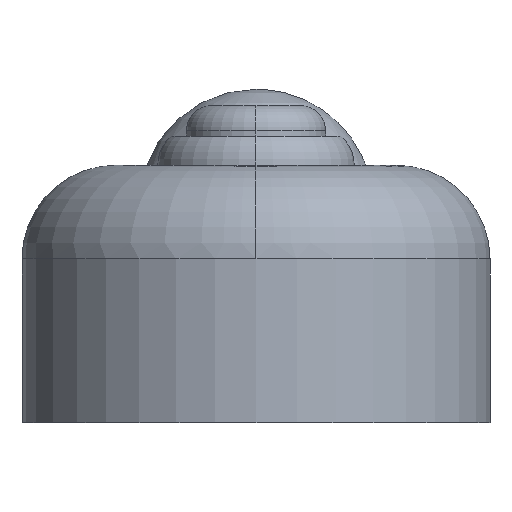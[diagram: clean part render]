
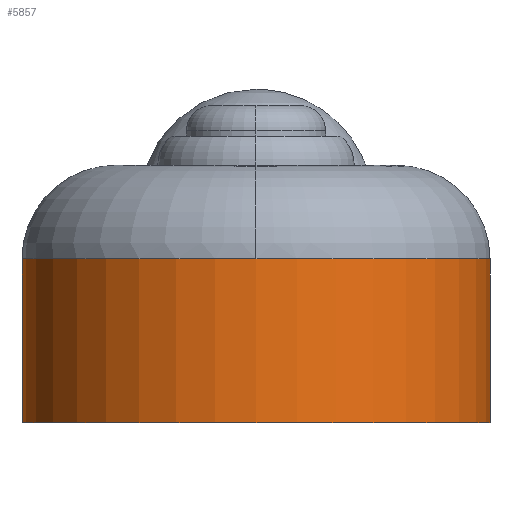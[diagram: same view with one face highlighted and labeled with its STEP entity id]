
A CAD part, front view. The second image highlights one B-rep face of the part: STEP entity #5857.
In plain terms, the highlighted cylindrical face has radius 20 mm (diameter 40 mm), a partial arc.
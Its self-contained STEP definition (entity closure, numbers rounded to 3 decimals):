
#95 = EDGE_CURVE ( 'NONE', #1919, #1259, #5428, .T. ) ;
#404 = EDGE_LOOP ( 'NONE', ( #5757, #3557, #4855, #3123 ) ) ;
#620 = CIRCLE ( 'NONE', #5053, 20. ) ;
#914 = CARTESIAN_POINT ( 'NONE',  ( 20., 14., 44.75 ) ) ;
#962 = CARTESIAN_POINT ( 'NONE',  ( -20., 14., 44.75 ) ) ;
#1181 = EDGE_CURVE ( 'NONE', #3741, #1259, #620, .T. ) ;
#1236 = AXIS2_PLACEMENT_3D ( 'NONE', #2599, #2089, #3648 ) ;
#1259 = VERTEX_POINT ( 'NONE', #6204 ) ;
#1285 = AXIS2_PLACEMENT_3D ( 'NONE', #6388, #1845, #3867 ) ;
#1447 = VECTOR ( 'NONE', #2478, 1000. ) ;
#1632 = CYLINDRICAL_SURFACE ( 'NONE', #1236, 20. ) ;
#1733 = EDGE_CURVE ( 'NONE', #4770, #1919, #4947, .T. ) ;
#1845 = DIRECTION ( 'NONE',  ( 0., 1., 0. ) ) ;
#1919 = VERTEX_POINT ( 'NONE', #2579 ) ;
#2089 = DIRECTION ( 'NONE',  ( 0., -1., 0. ) ) ;
#2478 = DIRECTION ( 'NONE',  ( 0., -1., 0. ) ) ;
#2579 = CARTESIAN_POINT ( 'NONE',  ( 20., 14., 44.75 ) ) ;
#2599 = CARTESIAN_POINT ( 'NONE',  ( 0., 14., 44.75 ) ) ;
#3123 = ORIENTED_EDGE ( 'NONE', *, *, #6281, .T. ) ;
#3277 = CARTESIAN_POINT ( 'NONE',  ( -20., 0., 44.75 ) ) ;
#3557 = ORIENTED_EDGE ( 'NONE', *, *, #95, .F. ) ;
#3648 = DIRECTION ( 'NONE',  ( 0., 0., -1. ) ) ;
#3741 = VERTEX_POINT ( 'NONE', #3277 ) ;
#3867 = DIRECTION ( 'NONE',  ( 0., 0., 1. ) ) ;
#4114 = DIRECTION ( 'NONE',  ( 0., 1., 0. ) ) ;
#4587 = FACE_OUTER_BOUND ( 'NONE', #404, .T. ) ;
#4705 = CARTESIAN_POINT ( 'NONE',  ( 0., 0., 44.75 ) ) ;
#4770 = VERTEX_POINT ( 'NONE', #4914 ) ;
#4782 = VECTOR ( 'NONE', #6023, 1000. ) ;
#4855 = ORIENTED_EDGE ( 'NONE', *, *, #1733, .F. ) ;
#4914 = CARTESIAN_POINT ( 'NONE',  ( -20., 14., 44.75 ) ) ;
#4947 = CIRCLE ( 'NONE', #1285, 20. ) ;
#5053 = AXIS2_PLACEMENT_3D ( 'NONE', #4705, #4114, #6238 ) ;
#5428 = LINE ( 'NONE', #914, #4782 ) ;
#5757 = ORIENTED_EDGE ( 'NONE', *, *, #1181, .T. ) ;
#5857 = ADVANCED_FACE ( 'NONE', ( #4587 ), #1632, .T. ) ;
#6003 = LINE ( 'NONE', #962, #1447 ) ;
#6023 = DIRECTION ( 'NONE',  ( 0., -1., 0. ) ) ;
#6204 = CARTESIAN_POINT ( 'NONE',  ( 20., 0., 44.75 ) ) ;
#6238 = DIRECTION ( 'NONE',  ( 0., 0., 1. ) ) ;
#6281 = EDGE_CURVE ( 'NONE', #4770, #3741, #6003, .T. ) ;
#6388 = CARTESIAN_POINT ( 'NONE',  ( 0., 14., 44.75 ) ) ;
